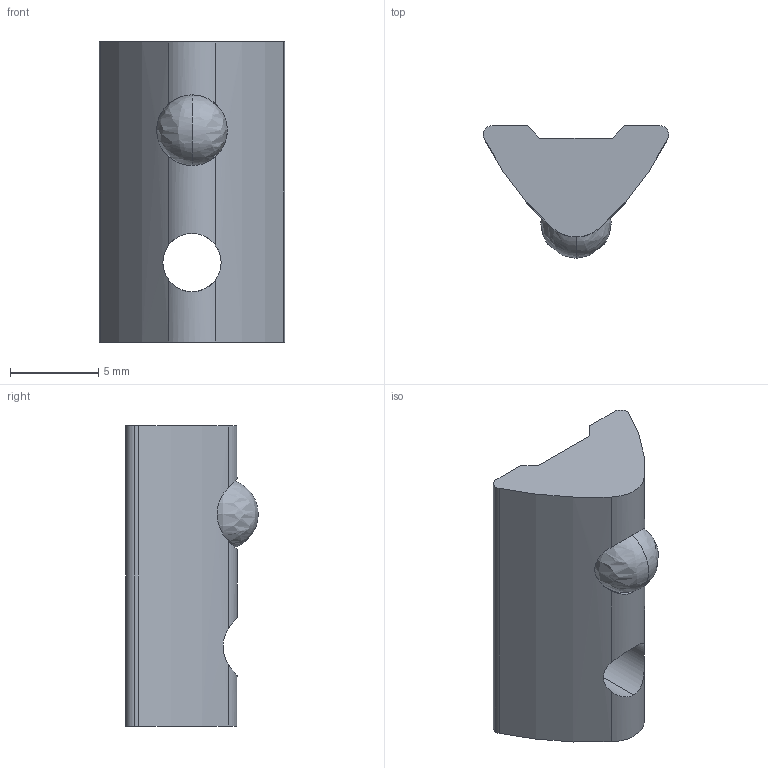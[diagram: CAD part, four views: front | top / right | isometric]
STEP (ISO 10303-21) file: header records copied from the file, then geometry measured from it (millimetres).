
FILE_DESCRIPTION (( 'STEP AP214' ), '1' );
FILE_NAME ('262200101.STEP', '2014-02-20T15:11:24', ( '' ), ( '' ), 'SwSTEP 2.0', 'SolidWorks 2014', '' );
FILE_SCHEMA (( 'AUTOMOTIVE_DESIGN' ));
Length unit declared in the file: millimetre
Products named in the file (1): 262200101
Bounding box: 10.5 x 7.5 x 17 mm (x, y, z)
Volume: 617.8 mm3; surface area: 700.6 mm2
Topology: 2 solids, 2 shells, 22 faces, 63 edges, 40 vertices
Faces by surface type: cylinder 12, plane 8, bspline 2
Entity records: 842 total; most frequent: CARTESIAN_POINT 256, ORIENTED_EDGE 118, DIRECTION 107, EDGE_CURVE 59, VERTEX_POINT 40, AXIS2_PLACEMENT_3D 39, VECTOR 29, LINE 29
